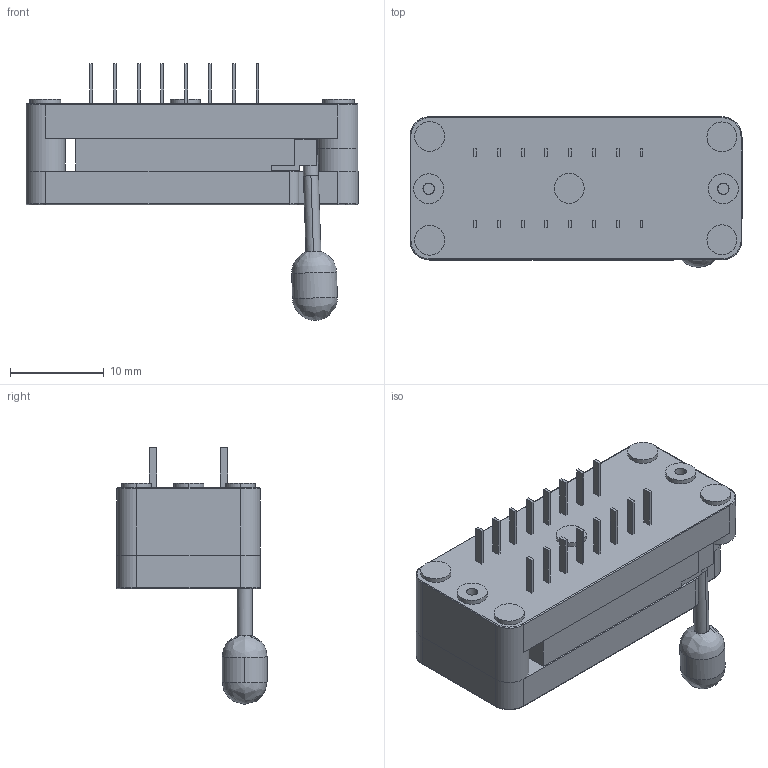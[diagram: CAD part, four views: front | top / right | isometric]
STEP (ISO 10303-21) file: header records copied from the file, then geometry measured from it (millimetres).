
FILE_DESCRIPTION (( 'STEP AP203' ), '1' );
FILE_NAME ('User Library-16 pin IC ZIF Socket open.STEP', '2020-01-23T14:39:19', ( '' ), ( '' ), 'SwSTEP 2.0', 'SolidWorks 2019', '' );
FILE_SCHEMA (( 'CONFIG_CONTROL_DESIGN' ));
Length unit declared in the file: millimetre
Products named in the file (12): korpus plastykowy g_S_srny; ISO 7046-1 H M1,6 x 10 - 4.8 - H; blaszka popychacza; korpus plastykowy ruchomy; User Library-16 pin IC ZIF Socket open; popychacz z mimosrodem z_X2_0142_X0_o_X2_017C_X0_enie; blaszka nieruchoma styku podstawki; ga_X2_0142_X0_ka popychacza; blaszka ruchoma styku podstawki; korpus plastykowy dolny; popychacz; popychacz mimo_X2_015B_X0_r_S_sd
Assembly tree (42 placements, depth 3):
  User Library-16 pin IC ZIF Socket open
    korpus plastykowy dolny
    blaszka nieruchoma styku podstawki  x16
    korpus plastykowy ruchomy
    blaszka ruchoma styku podstawki  x16
    blaszka popychacza
    popychacz z mimosrodem z_X2_0142_X0_o_X2_017C_X0_enie
      popychacz
      popychacz mimo_X2_015B_X0_r_S_sd
    ga_X2_0142_X0_ka popychacza
    korpus plastykowy g_S_srny
    ISO 7046-1 H M1,6 x 10 - 4.8 - H  x2
Bounding box: 35.5 x 16.05 x 27.45 mm (x, y, z)
Volume: 4750 mm3; surface area: 7720.5 mm2
Topology: 41 solids, 41 shells, 1001 faces, 2637 edges, 1697 vertices
Faces by surface type: plane 872, cylinder 62, cone 42, bspline 25
Entity records: 19436 total; most frequent: CARTESIAN_POINT 4302, ORIENTED_EDGE 2756, DIRECTION 2542, EDGE_CURVE 1378, LINE 1174, VECTOR 1174, VERTEX_POINT 873, AXIS2_PLACEMENT_3D 684
